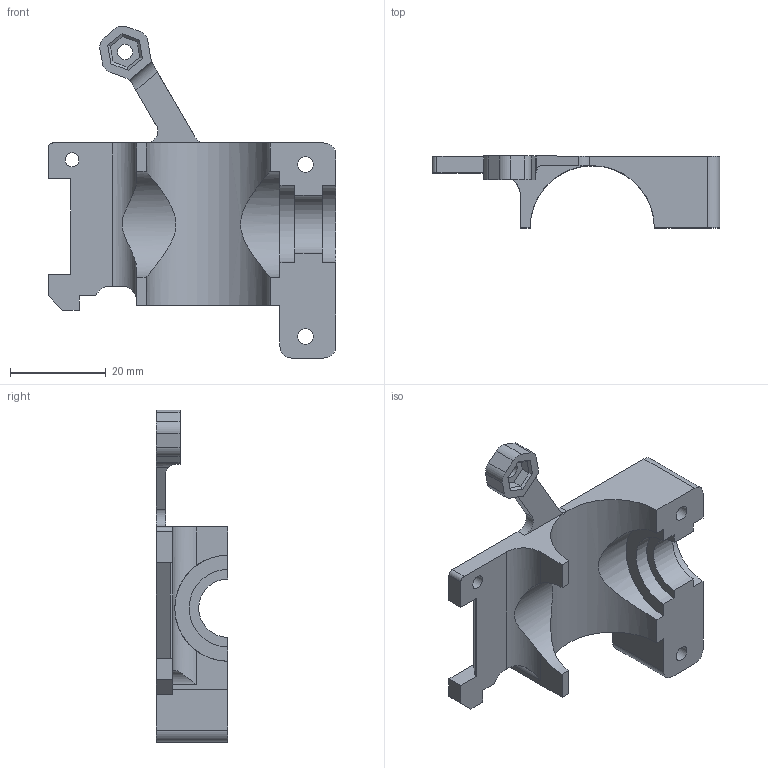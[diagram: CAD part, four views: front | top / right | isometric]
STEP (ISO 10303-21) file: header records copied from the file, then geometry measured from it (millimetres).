
FILE_DESCRIPTION(/* description */ (''),/* implementation_level */ '2;1');
FILE_NAME(/* name */ 'Hotend_clamp.step',/* time_stamp */ '2017-09-21T15:47:44+01:00',/* author */ (''),/* organization */ (''),/* preprocessor_version */ 'ST-DEVELOPER v16.13',/* originating_system */ 'Autodesk Translation Framework v6.1.1.50',/* authorisation */ '');
FILE_SCHEMA (('AUTOMOTIVE_DESIGN { 1 0 10303 214 3 1 1 }'));
Length unit declared in the file: millimetre
Products named in the file (1): X carriage clamp v3
Bounding box: 60.2 x 15 x 69.48 mm (x, y, z)
Volume: 13509 mm3; surface area: 7906.7 mm2
Topology: 1 solids, 1 shells, 92 faces, 244 edges, 161 vertices
Faces by surface type: plane 60, cylinder 32
Full cylindrical faces by diameter (mm): 2.9 x3, 3.2 x5, 6 x2
Entity records: 2923 total; most frequent: CARTESIAN_POINT 581, DIRECTION 475, ORIENTED_EDGE 466, EDGE_CURVE 233, LINE 165, VECTOR 165, VERTEX_POINT 160, AXIS2_PLACEMENT_3D 155
